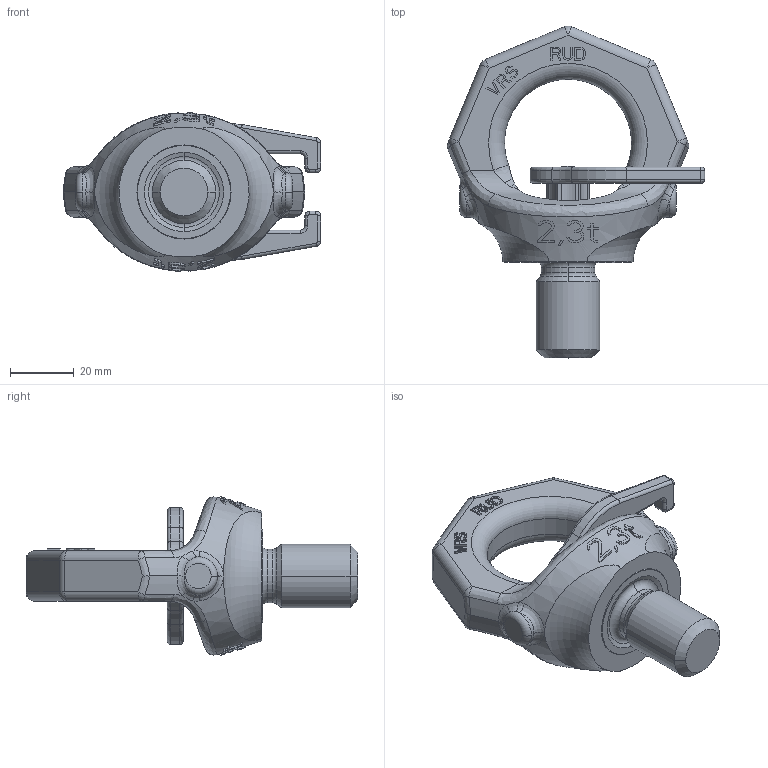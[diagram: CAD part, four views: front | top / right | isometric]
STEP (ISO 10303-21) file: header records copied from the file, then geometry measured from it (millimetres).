
FILE_DESCRIPTION((''),'2;1');
FILE_NAME('001-M35308-P-2_ASM','2016-01-13T',('Andreas.Wendler'),(''),'PRO/ENGINEER BY PARAMETRIC TECHNOLOGY CORPORATION, 2010140','PRO/ENGINEER BY PARAMETRIC TECHNOLOGY CORPORATION, 2010140','');
FILE_SCHEMA(('CONFIG_CONTROL_DESIGN'));
Length unit declared in the file: millimetre
Products named in the file (4): 001-M35308-P-1; 001-M35105-P-1; 001-M33193-P-1; 001-M35308-P-2_ASM
Assembly tree (3 placements, depth 2):
  001-M35308-P-2_ASM
    001-M35308-P-1
    001-M35105-P-1
    001-M33193-P-1
Bounding box: 80.98 x 104.44 x 49.87 mm (x, y, z)
Volume: 77979.1 mm3; surface area: 24206.6 mm2
Topology: 3 solids, 3 shells, 814 faces, 2213 edges, 1430 vertices
Faces by surface type: plane 615, cylinder 75, bspline 70, torus 32, sphere 14, cone 8
Entity records: 29411 total; most frequent: CARTESIAN_POINT 9962, ORIENTED_EDGE 4426, DIRECTION 3407, EDGE_CURVE 2213, VERTEX_POINT 1430, VECTOR 1405, LINE 1405, AXIS2_PLACEMENT_3D 1001
